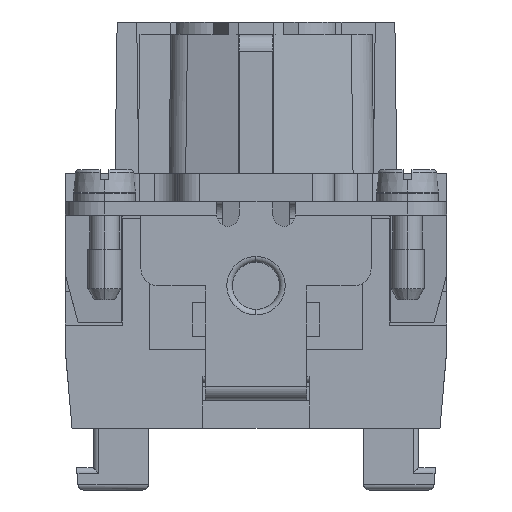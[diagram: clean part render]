
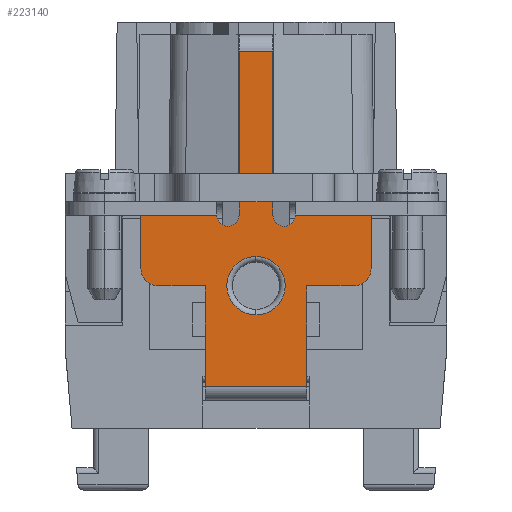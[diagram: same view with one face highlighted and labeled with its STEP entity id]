
A CAD part, left-side view. The second image highlights one B-rep face of the part: STEP entity #223140.
In plain terms, the highlighted face is planar.
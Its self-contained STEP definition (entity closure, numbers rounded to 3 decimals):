
#221010=CARTESIAN_POINT('',(-7.746,19.926,
-2.4));
#221020=VERTEX_POINT('',#221010);
#221170=CARTESIAN_POINT('',(-7.746,18.426,
-0.9));
#221180=VERTEX_POINT('',#221170);
#221210=CARTESIAN_POINT('',(-7.746,19.926,
-0.9));
#221220=DIRECTION('',(1.,0.,0.));
#221230=DIRECTION('',(0.,-1.,0.));
#221240=AXIS2_PLACEMENT_3D('',#221210,#221220,#221230);
#221250=CIRCLE('',#221240,1.5);
#221260=EDGE_CURVE('',#221180,#221020,#221250,.T.);
#221380=CARTESIAN_POINT('',(-7.746,29.669,
-7.687));
#221390=DIRECTION('',(1.,0.,0.));
#221400=DIRECTION('',(0.,-1.,0.));
#221410=AXIS2_PLACEMENT_3D('',#221380,#221390,#221400);
#221420=PLANE('',#221410);
#221430=CARTESIAN_POINT('',(-7.746,33.176,
-2.4));
#221440=DIRECTION('',(0.,0.,-1.));
#221450=VECTOR('',#221440,1.);
#221460=LINE('',#221430,#221450);
#221470=CARTESIAN_POINT('',(-7.746,33.176,
-2.4));
#221480=VERTEX_POINT('',#221470);
#221490=CARTESIAN_POINT('',(-7.746,33.176,
-3.9));
#221500=VERTEX_POINT('',#221490);
#221510=EDGE_CURVE('',#221480,#221500,#221460,.T.);
#221520=ORIENTED_EDGE('',*,*,#221510,.F.);
#221530=CARTESIAN_POINT('',(-7.746,33.176,
-3.9));
#221540=DIRECTION('',(0.,0.,-1.));
#221550=VECTOR('',#221540,1.);
#221560=LINE('',#221530,#221550);
#221570=CARTESIAN_POINT('',(-7.746,33.176,
-6.9));
#221580=VERTEX_POINT('',#221570);
#221590=EDGE_CURVE('',#221500,#221580,#221560,.T.);
#221600=ORIENTED_EDGE('',*,*,#221590,.F.);
#221610=CARTESIAN_POINT('',(-7.746,33.176,
-6.9));
#221620=DIRECTION('',(0.,0.,-1.));
#221630=VECTOR('',#221620,1.);
#221640=LINE('',#221610,#221630);
#221650=CARTESIAN_POINT('',(-7.746,33.176,
-11.4));
#221660=VERTEX_POINT('',#221650);
#221670=EDGE_CURVE('',#221580,#221660,#221640,.T.);
#221680=ORIENTED_EDGE('',*,*,#221670,.F.);
#221690=CARTESIAN_POINT('',(-7.746,33.176,
-11.4));
#221700=DIRECTION('',(0.,-1.,0.));
#221710=VECTOR('',#221700,1.);
#221720=LINE('',#221690,#221710);
#221730=CARTESIAN_POINT('',(-7.746,24.176,
-11.4));
#221740=VERTEX_POINT('',#221730);
#221750=EDGE_CURVE('',#221660,#221740,#221720,.T.);
#221760=ORIENTED_EDGE('',*,*,#221750,.F.);
#221770=CARTESIAN_POINT('',(-7.746,24.176,
-11.4));
#221780=DIRECTION('',(0.,0.,1.));
#221790=VECTOR('',#221780,1.);
#221800=LINE('',#221770,#221790);
#221810=CARTESIAN_POINT('',(-7.746,24.176,
-6.9));
#221820=VERTEX_POINT('',#221810);
#221830=EDGE_CURVE('',#221740,#221820,#221800,.T.);
#221840=ORIENTED_EDGE('',*,*,#221830,.F.);
#221850=CARTESIAN_POINT('',(-7.746,24.176,
-6.9));
#221860=DIRECTION('',(0.,0.,1.));
#221870=VECTOR('',#221860,1.);
#221880=LINE('',#221850,#221870);
#221890=CARTESIAN_POINT('',(-7.746,24.176,
-3.9));
#221900=VERTEX_POINT('',#221890);
#221910=EDGE_CURVE('',#221820,#221900,#221880,.T.);
#221920=ORIENTED_EDGE('',*,*,#221910,.F.);
#221930=CARTESIAN_POINT('',(-7.746,24.176,
-3.9));
#221940=DIRECTION('',(0.,0.,1.));
#221950=VECTOR('',#221940,1.);
#221960=LINE('',#221930,#221950);
#221970=CARTESIAN_POINT('',(-7.746,24.176,
-2.4));
#221980=VERTEX_POINT('',#221970);
#221990=EDGE_CURVE('',#221900,#221980,#221960,.T.);
#222000=ORIENTED_EDGE('',*,*,#221990,.F.);
#222010=CARTESIAN_POINT('',(-7.746,19.926,
-2.4));
#222020=DIRECTION('',(0.,1.,0.));
#222030=VECTOR('',#222020,1.);
#222040=LINE('',#222010,#222030);
#222050=EDGE_CURVE('',#221020,#221980,#222040,.T.);
#222060=ORIENTED_EDGE('',*,*,#222050,.T.);
#222070=ORIENTED_EDGE('',*,*,#221260,.T.);
#222080=CARTESIAN_POINT('',(-7.746,18.426,
3.9));
#222090=DIRECTION('',(0.,0.,-1.));
#222100=VECTOR('',#222090,1.);
#222110=LINE('',#222080,#222100);
#222120=CARTESIAN_POINT('',(-7.746,18.426,
3.9));
#222130=VERTEX_POINT('',#222120);
#222140=EDGE_CURVE('',#222130,#221180,#222110,.T.);
#222150=ORIENTED_EDGE('',*,*,#222140,.T.);
#222160=CARTESIAN_POINT('',(-7.746,25.176,
3.9));
#222170=DIRECTION('',(0.,-1.,0.));
#222180=VECTOR('',#222170,1.);
#222190=LINE('',#222160,#222180);
#222200=CARTESIAN_POINT('',(-7.746,25.176,
3.9));
#222210=VERTEX_POINT('',#222200);
#222220=EDGE_CURVE('',#222210,#222130,#222190,.T.);
#222230=ORIENTED_EDGE('',*,*,#222220,.T.);
#222240=CARTESIAN_POINT('',(-7.746,26.176,
3.9));
#222250=DIRECTION('',(-1.,0.,0.));
#222260=DIRECTION('',(0.,1.,0.));
#222270=AXIS2_PLACEMENT_3D('',#222240,#222250,#222260);
#222280=CIRCLE('',#222270,1.);
#222290=CARTESIAN_POINT('',(-7.746,27.176,
3.9));
#222300=VERTEX_POINT('',#222290);
#222310=EDGE_CURVE('',#222300,#222210,#222280,.T.);
#222320=ORIENTED_EDGE('',*,*,#222310,.T.);
#222330=CARTESIAN_POINT('',(-7.746,27.176,
18.5));
#222340=DIRECTION('',(0.,0.,-1.));
#222350=VECTOR('',#222340,1.);
#222360=LINE('',#222330,#222350);
#222370=CARTESIAN_POINT('',(-7.746,27.176,
18.5));
#222380=VERTEX_POINT('',#222370);
#222390=EDGE_CURVE('',#222380,#222300,#222360,.T.);
#222400=ORIENTED_EDGE('',*,*,#222390,.T.);
#222410=CARTESIAN_POINT('',(-7.746,27.176,
18.5));
#222420=DIRECTION('',(0.,1.,0.));
#222430=VECTOR('',#222420,1.);
#222440=LINE('',#222410,#222430);
#222450=CARTESIAN_POINT('',(-7.746,30.176,
18.5));
#222460=VERTEX_POINT('',#222450);
#222470=EDGE_CURVE('',#222380,#222460,#222440,.T.);
#222480=ORIENTED_EDGE('',*,*,#222470,.F.);
#222490=CARTESIAN_POINT('',(-7.746,30.176,
3.9));
#222500=DIRECTION('',(0.,0.,1.));
#222510=VECTOR('',#222500,1.);
#222520=LINE('',#222490,#222510);
#222530=CARTESIAN_POINT('',(-7.746,30.176,
3.9));
#222540=VERTEX_POINT('',#222530);
#222550=EDGE_CURVE('',#222540,#222460,#222520,.T.);
#222560=ORIENTED_EDGE('',*,*,#222550,.T.);
#222570=CARTESIAN_POINT('',(-7.746,31.176,
3.9));
#222580=DIRECTION('',(-1.,0.,0.));
#222590=DIRECTION('',(0.,1.,0.));
#222600=AXIS2_PLACEMENT_3D('',#222570,#222580,#222590);
#222610=CIRCLE('',#222600,1.);
#222620=CARTESIAN_POINT('',(-7.746,32.176,
3.9));
#222630=VERTEX_POINT('',#222620);
#222640=EDGE_CURVE('',#222630,#222540,#222610,.T.);
#222650=ORIENTED_EDGE('',*,*,#222640,.T.);
#222660=CARTESIAN_POINT('',(-7.746,38.926,
3.9));
#222670=DIRECTION('',(0.,-1.,0.));
#222680=VECTOR('',#222670,1.);
#222690=LINE('',#222660,#222680);
#222700=CARTESIAN_POINT('',(-7.746,38.926,
3.9));
#222710=VERTEX_POINT('',#222700);
#222720=EDGE_CURVE('',#222710,#222630,#222690,.T.);
#222730=ORIENTED_EDGE('',*,*,#222720,.T.);
#222740=CARTESIAN_POINT('',(-7.746,38.926,
-0.9));
#222750=DIRECTION('',(0.,0.,1.));
#222760=VECTOR('',#222750,1.);
#222770=LINE('',#222740,#222760);
#222780=CARTESIAN_POINT('',(-7.746,38.926,
-0.9));
#222790=VERTEX_POINT('',#222780);
#222800=EDGE_CURVE('',#222790,#222710,#222770,.T.);
#222810=ORIENTED_EDGE('',*,*,#222800,.T.);
#222820=CARTESIAN_POINT('',(-7.746,37.426,
-0.9));
#222830=DIRECTION('',(1.,0.,0.));
#222840=DIRECTION('',(0.,0.,-1.));
#222850=AXIS2_PLACEMENT_3D('',#222820,#222830,#222840);
#222860=CIRCLE('',#222850,1.5);
#222870=CARTESIAN_POINT('',(-7.746,37.426,
-2.4));
#222880=VERTEX_POINT('',#222870);
#222890=EDGE_CURVE('',#222880,#222790,#222860,.T.);
#222900=ORIENTED_EDGE('',*,*,#222890,.T.);
#222910=CARTESIAN_POINT('',(-7.746,33.176,
-2.4));
#222920=DIRECTION('',(0.,1.,0.));
#222930=VECTOR('',#222920,1.);
#222940=LINE('',#222910,#222930);
#222950=EDGE_CURVE('',#221480,#222880,#222940,.T.);
#222960=ORIENTED_EDGE('',*,*,#222950,.T.);
#222970=EDGE_LOOP('',(#222960,#222900,#222810,#222730,#222650,#222560,
#222480,#222400,#222320,#222230,#222150,#222070,#222060,#222000,#221920,
#221840,#221760,#221680,#221600,#221520));
#222980=FACE_OUTER_BOUND('',#222970,.T.);
#222990=CARTESIAN_POINT('',(-7.746,28.676,
-2.4));
#223000=DIRECTION('',(-1.,0.,0.));
#223010=DIRECTION('',(0.,1.,0.));
#223020=AXIS2_PLACEMENT_3D('',#222990,#223000,#223010);
#223030=CIRCLE('',#223020,2.6);
#223040=CARTESIAN_POINT('',(-7.746,28.676,
0.2));
#223050=VERTEX_POINT('',#223040);
#223060=CARTESIAN_POINT('',(-7.746,28.676,
-5.));
#223070=VERTEX_POINT('',#223060);
#223080=EDGE_CURVE('',#223050,#223070,#223030,.T.);
#223090=ORIENTED_EDGE('',*,*,#223080,.T.);
#223100=EDGE_CURVE('',#223070,#223050,#223030,.T.);
#223110=ORIENTED_EDGE('',*,*,#223100,.T.);
#223120=EDGE_LOOP('',(#223110,#223090));
#223130=FACE_BOUND('',#223120,.T.);
#223140=ADVANCED_FACE('',(#222980,#223130),#221420,.T.);
